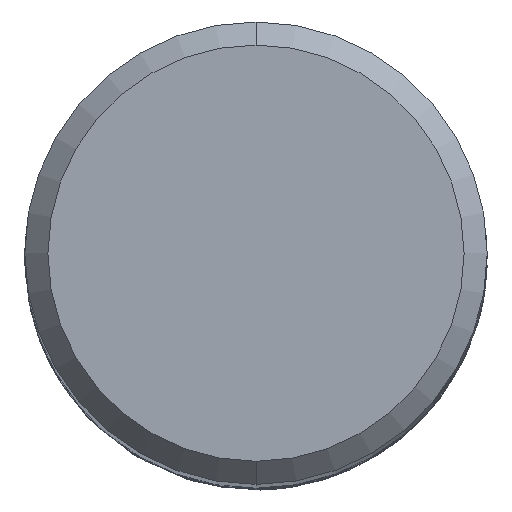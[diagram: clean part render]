
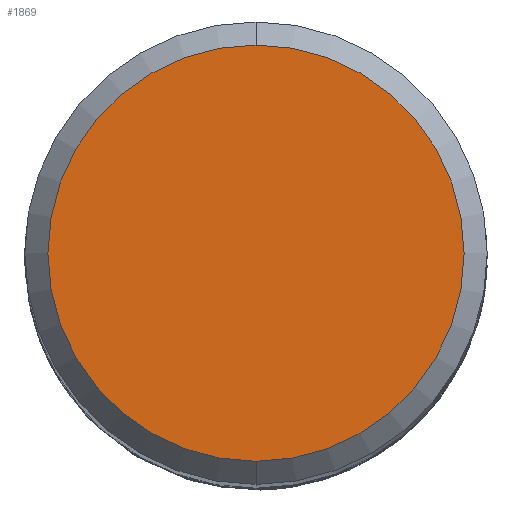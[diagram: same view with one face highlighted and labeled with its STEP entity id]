
A CAD part, top view. The second image highlights one B-rep face of the part: STEP entity #1869.
In plain terms, the highlighted planar face has unit normal (0, 0, 1).
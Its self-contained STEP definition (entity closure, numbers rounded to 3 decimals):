
#851=VERTEX_POINT('',#2235);
#893=EDGE_CURVE('',#1953,#851,#2278,.T.);
#1433=EDGE_CURVE('',#851,#1953,#2864,.T.);
#1869=ADVANCED_FACE('',(#3338),#3339,.T.);
#1953=VERTEX_POINT('',#3434);
#2235=CARTESIAN_POINT('',(0.0,4.5,0.0));
#2278=CIRCLE('',#5515,4.5);
#2864=CIRCLE('',#13100,4.5);
#3338=FACE_OUTER_BOUND('',#18491,.T.);
#3339=PLANE('',#18492);
#3434=CARTESIAN_POINT('',(0.,-4.5,0.0));
#5515=AXIS2_PLACEMENT_3D('',#20789,#20790,#20791);
#13100=AXIS2_PLACEMENT_3D('',#21304,#21305,#21306);
#18491=EDGE_LOOP('',(#21765,#21766));
#18492=AXIS2_PLACEMENT_3D('',#21767,#21768,#21769);
#20789=CARTESIAN_POINT('',(0.0,0.0,0.0));
#20790=DIRECTION('',(0.0,0.0,-1.0));
#20791=DIRECTION('',(0.0,1.0,0.0));
#21304=CARTESIAN_POINT('',(0.0,0.0,0.0));
#21305=DIRECTION('',(0.0,0.0,-1.0));
#21306=DIRECTION('',(0.0,1.0,0.0));
#21765=ORIENTED_EDGE('',*,*,#1433,.F.);
#21766=ORIENTED_EDGE('',*,*,#893,.F.);
#21767=CARTESIAN_POINT('',(0.0,2.25,0.0));
#21768=DIRECTION('',(-0.0,0.0,1.0));
#21769=DIRECTION('',(0.0,-1.0,0.0));
